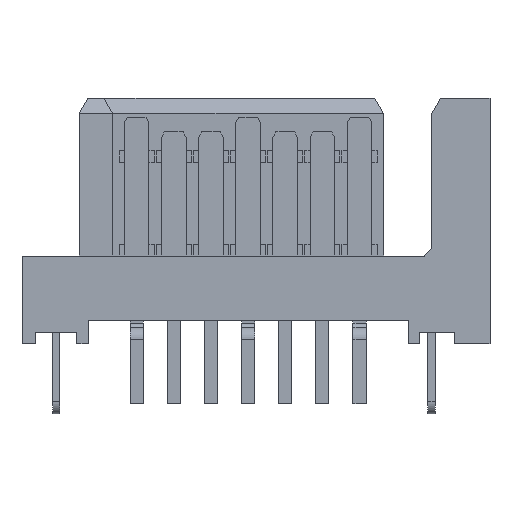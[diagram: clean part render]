
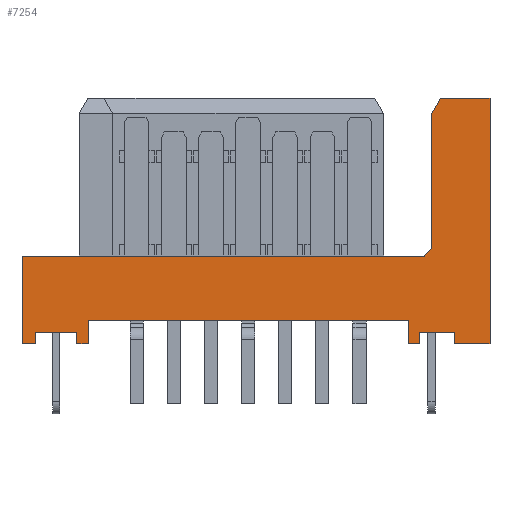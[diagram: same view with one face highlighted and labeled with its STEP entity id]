
A CAD part, front view. The second image highlights one B-rep face of the part: STEP entity #7254.
In plain terms, the highlighted planar face has unit normal (0, -1, 0).
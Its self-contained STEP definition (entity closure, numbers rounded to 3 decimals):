
#49=DIRECTION('',(-1.,0.,0.));
#50=VECTOR('',#49,1.69);
#51=CARTESIAN_POINT('',(8.27,-2.,4.2));
#52=LINE('',#51,#50);
#1993=DIRECTION('',(-0.707,0.,-0.707));
#1994=VECTOR('',#1993,0.354);
#1995=CARTESIAN_POINT('',(6.28,-2.,-0.95));
#1996=LINE('',#1995,#1994);
#2005=DIRECTION('',(-0.5,0.,-0.866));
#2006=VECTOR('',#2005,0.6);
#2007=CARTESIAN_POINT('',(6.58,-2.,4.2));
#2008=LINE('',#2007,#2006);
#2009=DIRECTION('',(0.,0.,1.));
#2010=VECTOR('',#2009,0.4);
#2011=CARTESIAN_POINT('',(7.07,-2.,-4.2));
#2012=LINE('',#2011,#2010);
#2013=DIRECTION('',(-1.,0.,0.));
#2014=VECTOR('',#2013,1.2);
#2015=CARTESIAN_POINT('',(7.07,-2.,-3.8));
#2016=LINE('',#2015,#2014);
#2017=DIRECTION('',(0.,0.,1.));
#2018=VECTOR('',#2017,0.4);
#2019=CARTESIAN_POINT('',(5.87,-2.,-4.2));
#2020=LINE('',#2019,#2018);
#2021=DIRECTION('',(0.,0.,1.));
#2022=VECTOR('',#2021,0.8);
#2023=CARTESIAN_POINT('',(5.47,-2.,-4.2));
#2024=LINE('',#2023,#2022);
#2025=DIRECTION('',(-1.,0.,0.));
#2026=VECTOR('',#2025,10.93);
#2027=CARTESIAN_POINT('',(5.47,-2.,-3.4));
#2028=LINE('',#2027,#2026);
#2029=DIRECTION('',(0.,0.,1.));
#2030=VECTOR('',#2029,0.8);
#2031=CARTESIAN_POINT('',(-5.46,-2.,-4.2));
#2032=LINE('',#2031,#2030);
#2033=DIRECTION('',(0.,0.,1.));
#2034=VECTOR('',#2033,0.4);
#2035=CARTESIAN_POINT('',(-5.86,-2.,-4.2));
#2036=LINE('',#2035,#2034);
#2037=DIRECTION('',(-1.,0.,0.));
#2038=VECTOR('',#2037,1.4);
#2039=CARTESIAN_POINT('',(-5.86,-2.,-3.8));
#2040=LINE('',#2039,#2038);
#2041=DIRECTION('',(0.,0.,1.));
#2042=VECTOR('',#2041,0.4);
#2043=CARTESIAN_POINT('',(-7.26,-2.,-4.2));
#2044=LINE('',#2043,#2042);
#2045=DIRECTION('',(0.,0.,-1.));
#2046=VECTOR('',#2045,3.);
#2047=CARTESIAN_POINT('',(-7.73,-2.,-1.2));
#2048=LINE('',#2047,#2046);
#2049=DIRECTION('',(-1.,0.,0.));
#2050=VECTOR('',#2049,13.76);
#2051=CARTESIAN_POINT('',(6.03,-2.,-1.2));
#2052=LINE('',#2051,#2050);
#2053=DIRECTION('',(0.,0.,-1.));
#2054=VECTOR('',#2053,4.63);
#2055=CARTESIAN_POINT('',(6.28,-2.,3.68));
#2056=LINE('',#2055,#2054);
#2057=DIRECTION('',(0.,0.,-1.));
#2058=VECTOR('',#2057,8.4);
#2059=CARTESIAN_POINT('',(8.27,-2.,4.2));
#2060=LINE('',#2059,#2058);
#2065=DIRECTION('',(-1.,0.,0.));
#2066=VECTOR('',#2065,1.2);
#2067=CARTESIAN_POINT('',(8.27,-2.,-4.2));
#2068=LINE('',#2067,#2066);
#2089=DIRECTION('',(-1.,0.,0.));
#2090=VECTOR('',#2089,0.4);
#2091=CARTESIAN_POINT('',(5.87,-2.,-4.2));
#2092=LINE('',#2091,#2090);
#2097=DIRECTION('',(-1.,0.,0.));
#2098=VECTOR('',#2097,0.4);
#2099=CARTESIAN_POINT('',(-5.46,-2.,-4.2));
#2100=LINE('',#2099,#2098);
#2121=DIRECTION('',(-1.,0.,0.));
#2122=VECTOR('',#2121,0.47);
#2123=CARTESIAN_POINT('',(-7.26,-2.,-4.2));
#2124=LINE('',#2123,#2122);
#3861=CARTESIAN_POINT('',(8.27,-2.,4.2));
#3863=VERTEX_POINT('',#3861);
#3865=CARTESIAN_POINT('',(8.27,-2.,-4.2));
#3867=VERTEX_POINT('',#3865);
#3870=CARTESIAN_POINT('',(-7.73,-2.,-4.2));
#3872=VERTEX_POINT('',#3870);
#3886=CARTESIAN_POINT('',(-7.73,-2.,-1.2));
#3888=VERTEX_POINT('',#3886);
#3889=CARTESIAN_POINT('',(7.07,-2.,-4.2));
#3891=VERTEX_POINT('',#3889);
#3893=CARTESIAN_POINT('',(5.87,-2.,-4.2));
#3895=VERTEX_POINT('',#3893);
#3897=CARTESIAN_POINT('',(-5.86,-2.,-4.2));
#3899=VERTEX_POINT('',#3897);
#3901=CARTESIAN_POINT('',(-7.26,-2.,-4.2));
#3903=VERTEX_POINT('',#3901);
#3905=CARTESIAN_POINT('',(5.47,-2.,-4.2));
#3907=VERTEX_POINT('',#3905);
#3909=CARTESIAN_POINT('',(-5.46,-2.,-4.2));
#3911=VERTEX_POINT('',#3909);
#3925=CARTESIAN_POINT('',(7.07,-2.,-3.8));
#3926=VERTEX_POINT('',#3925);
#3927=CARTESIAN_POINT('',(5.87,-2.,-3.8));
#3928=VERTEX_POINT('',#3927);
#3929=CARTESIAN_POINT('',(-5.86,-2.,-3.8));
#3930=VERTEX_POINT('',#3929);
#3931=CARTESIAN_POINT('',(-7.26,-2.,-3.8));
#3932=VERTEX_POINT('',#3931);
#3933=CARTESIAN_POINT('',(5.47,-2.,-3.4));
#3934=VERTEX_POINT('',#3933);
#3935=CARTESIAN_POINT('',(-5.46,-2.,-3.4));
#3936=VERTEX_POINT('',#3935);
#5018=CARTESIAN_POINT('',(6.28,-2.,-0.95));
#5020=VERTEX_POINT('',#5018);
#5027=CARTESIAN_POINT('',(6.03,-2.,-1.2));
#5028=VERTEX_POINT('',#5027);
#5037=CARTESIAN_POINT('',(6.58,-2.,4.2));
#5038=CARTESIAN_POINT('',(6.28,-2.,3.68));
#5039=VERTEX_POINT('',#5037);
#5040=VERTEX_POINT('',#5038);
#7213=CARTESIAN_POINT('',(-7.73,-2.,4.2));
#7214=DIRECTION('',(0.,-1.,0.));
#7215=DIRECTION('',(1.,0.,0.));
#7216=AXIS2_PLACEMENT_3D('',#7213,#7214,#7215);
#7217=PLANE('',#7216);
#7218=ORIENTED_EDGE('',*,*,#7205,.F.);
#7219=ORIENTED_EDGE('',*,*,#5150,.F.);
#7221=ORIENTED_EDGE('',*,*,#7220,.T.);
#7223=ORIENTED_EDGE('',*,*,#7222,.T.);
#7225=ORIENTED_EDGE('',*,*,#7224,.T.);
#7227=ORIENTED_EDGE('',*,*,#7226,.T.);
#7229=ORIENTED_EDGE('',*,*,#7228,.F.);
#7231=ORIENTED_EDGE('',*,*,#7230,.T.);
#7233=ORIENTED_EDGE('',*,*,#7232,.T.);
#7234=ORIENTED_EDGE('',*,*,#6779,.T.);
#7236=ORIENTED_EDGE('',*,*,#7235,.F.);
#7238=ORIENTED_EDGE('',*,*,#7237,.T.);
#7240=ORIENTED_EDGE('',*,*,#7239,.T.);
#7242=ORIENTED_EDGE('',*,*,#7241,.T.);
#7244=ORIENTED_EDGE('',*,*,#7243,.F.);
#7246=ORIENTED_EDGE('',*,*,#7245,.T.);
#7248=ORIENTED_EDGE('',*,*,#7247,.F.);
#7249=ORIENTED_EDGE('',*,*,#5399,.F.);
#7250=ORIENTED_EDGE('',*,*,#7181,.F.);
#7251=ORIENTED_EDGE('',*,*,#7193,.F.);
#7252=EDGE_LOOP('',(#7218,#7219,#7221,#7223,#7225,#7227,#7229,#7231,#7233,#7234,
#7236,#7238,#7240,#7242,#7244,#7246,#7248,#7249,#7250,#7251));
#7253=FACE_OUTER_BOUND('',#7252,.F.);
#7254=ADVANCED_FACE('',(#7253),#7217,.T.);
#5150=EDGE_CURVE('',#3863,#5039,#52,.T.);
#5399=EDGE_CURVE('',#5028,#3888,#2052,.T.);
#6779=EDGE_CURVE('',#3934,#3936,#2028,.T.);
#7181=EDGE_CURVE('',#5020,#5028,#1996,.T.);
#7193=EDGE_CURVE('',#5040,#5020,#2056,.T.);
#7205=EDGE_CURVE('',#5039,#5040,#2008,.T.);
#7220=EDGE_CURVE('',#3863,#3867,#2060,.T.);
#7222=EDGE_CURVE('',#3867,#3891,#2068,.T.);
#7224=EDGE_CURVE('',#3891,#3926,#2012,.T.);
#7226=EDGE_CURVE('',#3926,#3928,#2016,.T.);
#7228=EDGE_CURVE('',#3895,#3928,#2020,.T.);
#7230=EDGE_CURVE('',#3895,#3907,#2092,.T.);
#7232=EDGE_CURVE('',#3907,#3934,#2024,.T.);
#7235=EDGE_CURVE('',#3911,#3936,#2032,.T.);
#7237=EDGE_CURVE('',#3911,#3899,#2100,.T.);
#7239=EDGE_CURVE('',#3899,#3930,#2036,.T.);
#7241=EDGE_CURVE('',#3930,#3932,#2040,.T.);
#7243=EDGE_CURVE('',#3903,#3932,#2044,.T.);
#7245=EDGE_CURVE('',#3903,#3872,#2124,.T.);
#7247=EDGE_CURVE('',#3888,#3872,#2048,.T.);
